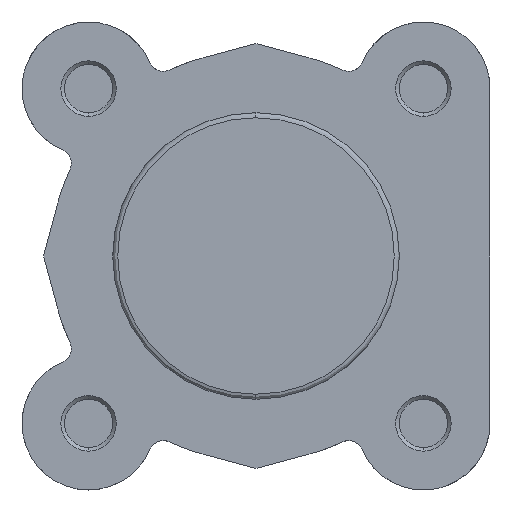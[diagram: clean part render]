
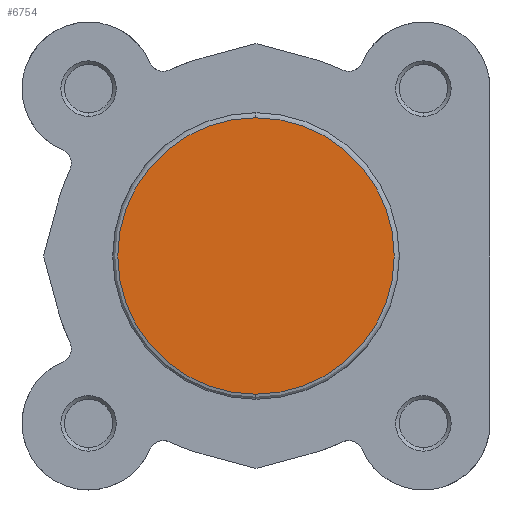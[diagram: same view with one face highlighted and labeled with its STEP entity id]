
A CAD part, left-side view. The second image highlights one B-rep face of the part: STEP entity #6754.
In plain terms, the highlighted planar face has unit normal (-1, 0, 0).
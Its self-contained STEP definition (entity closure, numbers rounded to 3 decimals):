
#22 = VERTEX_POINT ( 'NONE', #358 ) ;
#23 = VERTEX_POINT ( 'NONE', #359 ) ;
#358 = CARTESIAN_POINT ( 'NONE',  ( 0., 0., -19.2 ) ) ;
#359 = CARTESIAN_POINT ( 'NONE',  ( 0., 0., 19.2 ) ) ;
#1083 = CARTESIAN_POINT ( 'NONE',  ( 0., 0., 0. ) ) ;
#1084 = DIRECTION ( 'NONE',  ( -1., 0., 0. ) ) ;
#1085 = DIRECTION ( 'NONE',  ( 0., 0., -1. ) ) ;
#2588 = CIRCLE ( 'NONE', #5767, 19.2 ) ;
#3437 = FACE_OUTER_BOUND ( 'NONE', #6527, .T. ) ;
#3530 = CIRCLE ( 'NONE', #6188, 19.2 ) ;
#3662 = ORIENTED_EDGE ( 'NONE', *, *, #6839, .T. ) ;
#3663 = ORIENTED_EDGE ( 'NONE', *, *, #5368, .T. ) ;
#4684 = CARTESIAN_POINT ( 'NONE',  ( 0., 12.5, 0. ) ) ;
#4685 = PLANE ( 'NONE',  #6150 ) ;
#4686 = DIRECTION ( 'NONE',  ( 1., 0., 0. ) ) ;
#4687 = DIRECTION ( 'NONE',  ( 0., 0., -1. ) ) ;
#4838 = CARTESIAN_POINT ( 'NONE',  ( 0., 0., 0. ) ) ;
#4847 = DIRECTION ( 'NONE',  ( -1., 0., 0. ) ) ;
#4848 = DIRECTION ( 'NONE',  ( 0., 0., -1. ) ) ;
#5368 = EDGE_CURVE ( 'NONE', #22, #23, #2588, .T. ) ;
#5767 = AXIS2_PLACEMENT_3D ( 'NONE', #1083, #1084, #1085 ) ;
#6150 = AXIS2_PLACEMENT_3D ( 'NONE', #4684, #4686, #4687 ) ;
#6188 = AXIS2_PLACEMENT_3D ( 'NONE', #4838, #4847, #4848 ) ;
#6527 = EDGE_LOOP ( 'NONE', ( #3663, #3662 ) ) ;
#6754 = ADVANCED_FACE ( 'NONE', ( #3437 ), #4685, .F. ) ;
#6839 = EDGE_CURVE ( 'NONE', #23, #22, #3530, .T. ) ;
